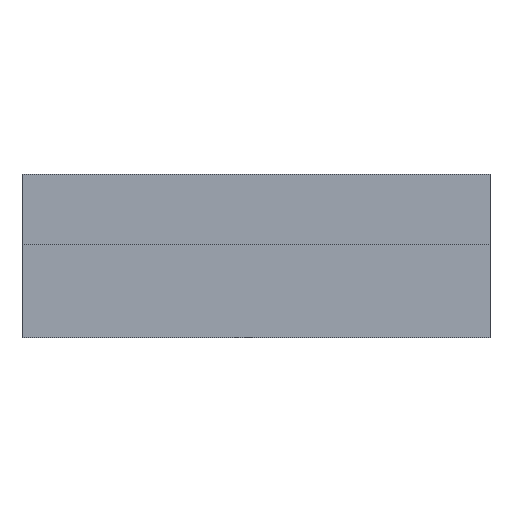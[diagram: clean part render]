
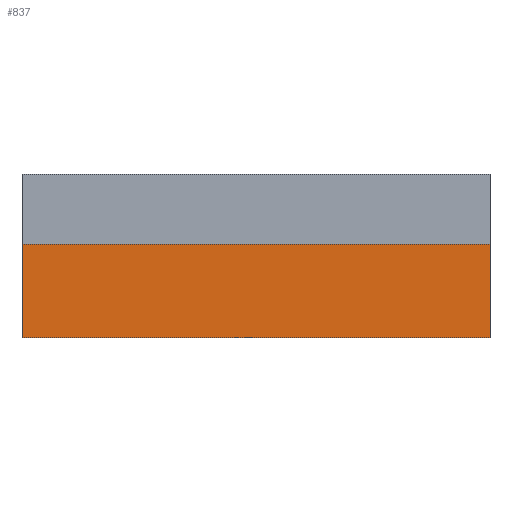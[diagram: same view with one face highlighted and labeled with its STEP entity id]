
A CAD part, front view. The second image highlights one B-rep face of the part: STEP entity #837.
In plain terms, the highlighted planar face has unit normal (0, -1, 0).
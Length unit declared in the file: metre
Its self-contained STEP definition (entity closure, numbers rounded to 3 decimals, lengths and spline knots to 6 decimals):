
#102=ORIENTED_EDGE('',*,*,#294,.T.);
#103=ORIENTED_EDGE('',*,*,#272,.F.);
#104=ORIENTED_EDGE('',*,*,#297,.F.);
#105=ORIENTED_EDGE('',*,*,#280,.T.);
#272=EDGE_CURVE('',#376,#377,#456,.T.);
#280=EDGE_CURVE('',#383,#382,#464,.T.);
#294=EDGE_CURVE('',#382,#377,#472,.T.);
#297=EDGE_CURVE('',#383,#376,#475,.T.);
#376=VERTEX_POINT('',#1239);
#377=VERTEX_POINT('',#1241);
#382=VERTEX_POINT('',#1255);
#383=VERTEX_POINT('',#1257);
#456=LINE('',#1240,#528);
#464=LINE('',#1256,#536);
#472=LINE('',#1284,#544);
#475=LINE('',#1289,#547);
#528=VECTOR('',#991,1.);
#536=VECTOR('',#1003,1.);
#544=VECTOR('',#1029,1.);
#547=VECTOR('',#1036,1.);
#609=EDGE_LOOP('',(#102,#103,#104,#105));
#707=FACE_BOUND('',#609,.T.);
#799=PLANE('',#910);
#837=ADVANCED_FACE('',(#707),#799,.F.);
#910=AXIS2_PLACEMENT_3D('',#1288,#1034,#1035);
#991=DIRECTION('',(0.,0.,1.));
#1003=DIRECTION('',(0.,0.,1.));
#1029=DIRECTION('',(-1.,0.,0.));
#1034=DIRECTION('',(0.,1.,0.));
#1035=DIRECTION('',(-1.,0.,0.));
#1036=DIRECTION('',(-1.,0.,0.));
#1239=CARTESIAN_POINT('',(-0.015,-0.06,-0.006));
#1240=CARTESIAN_POINT('',(-0.015,-0.06,-0.006));
#1241=CARTESIAN_POINT('',(-0.015,-0.06,0.));
#1255=CARTESIAN_POINT('',(0.015,-0.06,0.));
#1256=CARTESIAN_POINT('',(0.015,-0.06,-0.006));
#1257=CARTESIAN_POINT('',(0.015,-0.06,-0.006));
#1284=CARTESIAN_POINT('',(0.,-0.06,0.));
#1288=CARTESIAN_POINT('',(0.,-0.06,-0.006));
#1289=CARTESIAN_POINT('',(0.,-0.06,-0.006));
